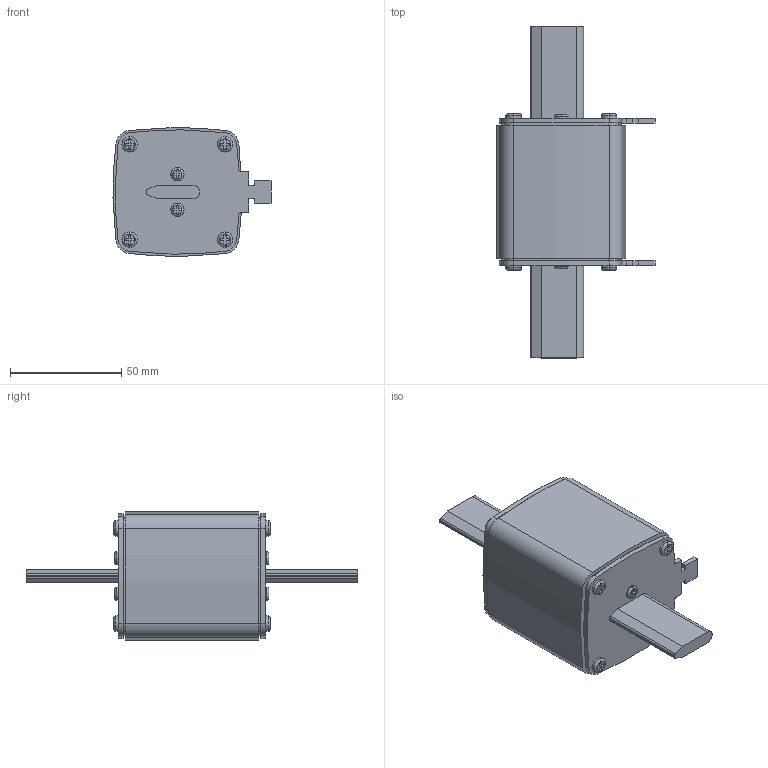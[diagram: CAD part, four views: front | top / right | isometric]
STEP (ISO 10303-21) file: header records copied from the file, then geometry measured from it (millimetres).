
FILE_DESCRIPTION (( 'STEP AP214' ), '1' );
FILE_NAME ('DPP40-040 Ïëàâêàÿ âñòàâêà ïðåäîõðàíèòåëÿ ÏÏÍÈ-37, ãàáàðèò 2, 40À.STEP', '2018-04-25T08:41:49', ( '' ), ( '' ), 'SwSTEP 2.0', 'SolidWorks 2014', '' );
FILE_SCHEMA (( 'AUTOMOTIVE_DESIGN' ));
Length unit declared in the file: millimetre
Products named in the file (1): DPP40-040 Ïëàâêàÿ âñòàâêà ïðåäîõðàíèòåëÿ ÏÏÍÈ-37, ãàáàðèò 2, 40À
Bounding box: 71.16 x 149.5 x 57.97 mm (x, y, z)
Volume: 221745.9 mm3; surface area: 26957.2 mm2
Topology: 1 solids, 1 shells, 308 faces, 804 edges, 528 vertices
Faces by surface type: plane 208, cylinder 54, torus 24, bspline 22
Entity records: 9554 total; most frequent: CARTESIAN_POINT 1943, ORIENTED_EDGE 1608, DIRECTION 1490, EDGE_CURVE 804, VECTOR 604, LINE 604, VERTEX_POINT 528, AXIS2_PLACEMENT_3D 443
